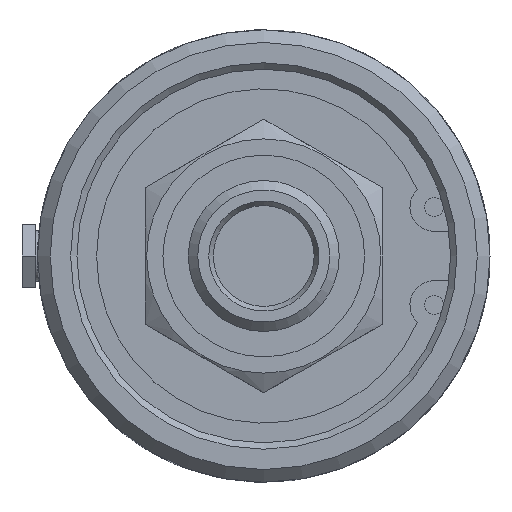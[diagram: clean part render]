
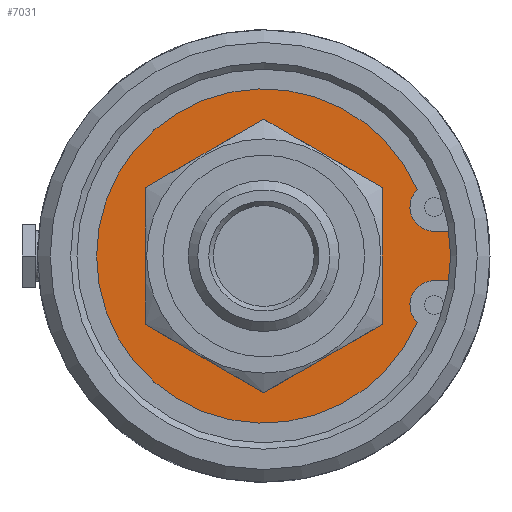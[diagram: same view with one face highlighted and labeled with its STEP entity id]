
A CAD part, left-side view. The second image highlights one B-rep face of the part: STEP entity #7031.
In plain terms, the highlighted planar face has unit normal (-1, 0, 0).
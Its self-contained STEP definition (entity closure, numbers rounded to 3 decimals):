
#100=FACE_BOUND('',#2458,.T.);
#626=LINE('',#48769,#1025);
#631=LINE('',#48787,#1030);
#1025=VECTOR('',#8619,10.);
#1030=VECTOR('',#8634,10.);
#1440=CIRCLE('',#7432,3.048);
#1441=CIRCLE('',#7434,3.048);
#1442=CIRCLE('',#7436,21.057);
#1475=CIRCLE('',#7494,13.9);
#1476=CIRCLE('',#7495,13.9);
#1507=CIRCLE('',#7552,25.375);
#1649=PLANE('',#7551);
#2015=FACE_OUTER_BOUND('',#2457,.T.);
#2457=EDGE_LOOP('',(#6443,#6444,#6445,#6446,#6447,#6448));
#2458=EDGE_LOOP('',(#6449,#6450));
#3379=VERTEX_POINT('',#48766);
#3380=VERTEX_POINT('',#48768);
#3384=VERTEX_POINT('',#48784);
#3385=VERTEX_POINT('',#48786);
#3386=VERTEX_POINT('',#48790);
#3387=VERTEX_POINT('',#48794);
#3432=VERTEX_POINT('',#48959);
#3433=VERTEX_POINT('',#48960);
#4334=EDGE_CURVE('',#3380,#3379,#626,.T.);
#4342=EDGE_CURVE('',#3385,#3384,#631,.T.);
#4344=EDGE_CURVE('',#3386,#3380,#1440,.T.);
#4346=EDGE_CURVE('',#3384,#3387,#1441,.T.);
#4348=EDGE_CURVE('',#3387,#3386,#1442,.T.);
#4412=EDGE_CURVE('',#3432,#3433,#1475,.T.);
#4413=EDGE_CURVE('',#3433,#3432,#1476,.T.);
#4468=EDGE_CURVE('',#3379,#3385,#1507,.T.);
#6443=ORIENTED_EDGE('',*,*,#4334,.T.);
#6444=ORIENTED_EDGE('',*,*,#4468,.T.);
#6445=ORIENTED_EDGE('',*,*,#4342,.T.);
#6446=ORIENTED_EDGE('',*,*,#4346,.T.);
#6447=ORIENTED_EDGE('',*,*,#4348,.T.);
#6448=ORIENTED_EDGE('',*,*,#4344,.T.);
#6449=ORIENTED_EDGE('',*,*,#4412,.T.);
#6450=ORIENTED_EDGE('',*,*,#4413,.T.);
#7031=ADVANCED_FACE('',(#2015,#100),#1649,.F.);
#7432=AXIS2_PLACEMENT_3D('',#48791,#8638,#8639);
#7434=AXIS2_PLACEMENT_3D('',#48795,#8643,#8644);
#7436=AXIS2_PLACEMENT_3D('',#48798,#8648,#8649);
#7494=AXIS2_PLACEMENT_3D('',#48961,#8781,#8782);
#7495=AXIS2_PLACEMENT_3D('',#48962,#8783,#8784);
#7551=AXIS2_PLACEMENT_3D('',#49157,#8915,#8916);
#7552=AXIS2_PLACEMENT_3D('',#49158,#8917,#8918);
#8619=DIRECTION('',(0.,-1.,0.));
#8634=DIRECTION('',(0.,1.,0.));
#8638=DIRECTION('center_axis',(1.,0.,0.));
#8639=DIRECTION('ref_axis',(0.,0.,1.));
#8643=DIRECTION('center_axis',(1.,0.,0.));
#8644=DIRECTION('ref_axis',(0.,-0.961,0.276));
#8648=DIRECTION('center_axis',(-1.,0.,0.));
#8649=DIRECTION('ref_axis',(0.,0.,-1.));
#8781=DIRECTION('center_axis',(1.,0.,0.));
#8782=DIRECTION('ref_axis',(0.,1.,0.));
#8783=DIRECTION('center_axis',(1.,0.,0.));
#8784=DIRECTION('ref_axis',(0.,1.,0.));
#8915=DIRECTION('center_axis',(1.,0.,0.));
#8916=DIRECTION('ref_axis',(0.,0.,-1.));
#8917=DIRECTION('center_axis',(-1.,0.,0.));
#8918=DIRECTION('ref_axis',(0.,1.,0.));
#48766=CARTESIAN_POINT('',(3.978,-25.184,-3.112));
#48768=CARTESIAN_POINT('',(3.978,-21.461,-3.112));
#48769=CARTESIAN_POINT('',(3.978,-3.137,-3.112));
#48784=CARTESIAN_POINT('',(3.978,-21.461,3.112));
#48786=CARTESIAN_POINT('',(3.978,-25.184,3.112));
#48787=CARTESIAN_POINT('',(3.978,-1.275,3.112));
#48790=CARTESIAN_POINT('',(3.978,-19.334,-8.343));
#48791=CARTESIAN_POINT('Origin',(3.978,-21.461,-6.16));
#48794=CARTESIAN_POINT('',(3.978,-19.334,8.343));
#48795=CARTESIAN_POINT('Origin',(3.978,-21.461,6.16));
#48798=CARTESIAN_POINT('Origin',(3.978,0.,0.));
#48959=CARTESIAN_POINT('',(3.978,13.9,0.));
#48960=CARTESIAN_POINT('',(3.978,-13.9,0.));
#48961=CARTESIAN_POINT('Origin',(3.978,0.,0.));
#48962=CARTESIAN_POINT('Origin',(3.978,0.,0.));
#49157=CARTESIAN_POINT('Origin',(3.978,18.91,0.));
#49158=CARTESIAN_POINT('Origin',(3.978,0.,0.));
